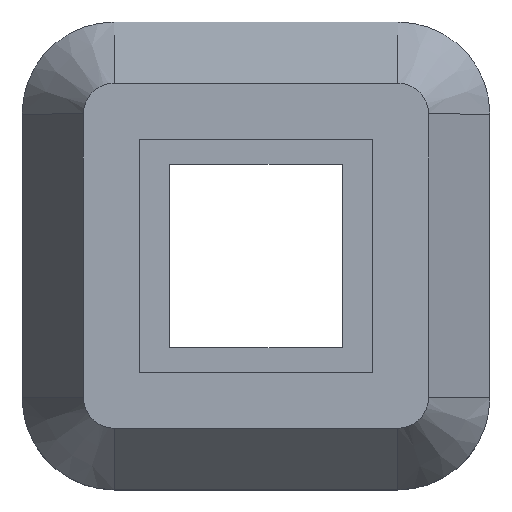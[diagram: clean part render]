
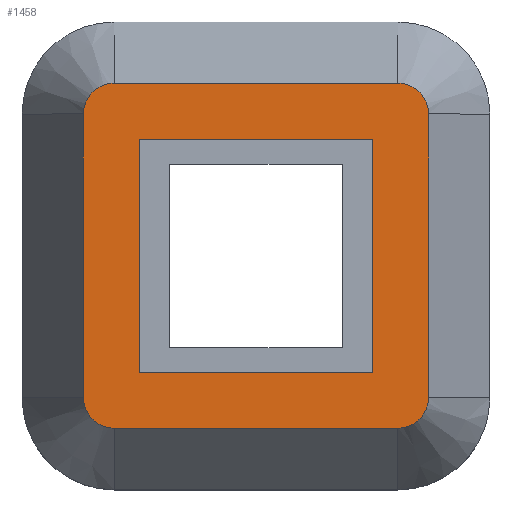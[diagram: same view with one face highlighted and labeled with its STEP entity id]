
A CAD part, top view. The second image highlights one B-rep face of the part: STEP entity #1458.
In plain terms, the highlighted planar face has unit normal (0, 0, 1).
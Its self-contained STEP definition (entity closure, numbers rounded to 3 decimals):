
#15=FACE_BOUND('',#232,.T.);
#59=PLANE('',#1586);
#145=FACE_OUTER_BOUND('',#231,.T.);
#231=EDGE_LOOP('',(#1200,#1201,#1202,#1203,#1204,#1205,#1206,#1207));
#232=EDGE_LOOP('',(#1208,#1209,#1210,#1211));
#351=LINE('',#2332,#503);
#356=LINE('',#2350,#508);
#360=LINE('',#2358,#512);
#364=LINE('',#2373,#516);
#373=LINE('',#2396,#525);
#374=LINE('',#2398,#526);
#375=LINE('',#2400,#527);
#376=LINE('',#2401,#528);
#503=VECTOR('',#1852,10.);
#508=VECTOR('',#1871,10.);
#512=VECTOR('',#1877,10.);
#516=VECTOR('',#1895,10.);
#525=VECTOR('',#1918,10.);
#526=VECTOR('',#1919,10.);
#527=VECTOR('',#1920,10.);
#528=VECTOR('',#1921,10.);
#606=CIRCLE('',#1566,2.5);
#608=CIRCLE('',#1569,2.5);
#610=CIRCLE('',#1574,2.5);
#612=CIRCLE('',#1577,2.5);
#702=VERTEX_POINT('',#2329);
#703=VERTEX_POINT('',#2331);
#705=VERTEX_POINT('',#2337);
#708=VERTEX_POINT('',#2344);
#709=VERTEX_POINT('',#2349);
#712=VERTEX_POINT('',#2356);
#713=VERTEX_POINT('',#2361);
#716=VERTEX_POINT('',#2368);
#722=VERTEX_POINT('',#2394);
#723=VERTEX_POINT('',#2395);
#724=VERTEX_POINT('',#2397);
#725=VERTEX_POINT('',#2399);
#870=EDGE_CURVE('',#702,#703,#351,.T.);
#873=EDGE_CURVE('',#703,#705,#606,.T.);
#877=EDGE_CURVE('',#708,#702,#608,.T.);
#879=EDGE_CURVE('',#705,#709,#356,.T.);
#883=EDGE_CURVE('',#712,#708,#360,.T.);
#885=EDGE_CURVE('',#709,#713,#610,.T.);
#889=EDGE_CURVE('',#716,#712,#612,.T.);
#891=EDGE_CURVE('',#713,#716,#364,.T.);
#902=EDGE_CURVE('',#722,#723,#373,.T.);
#903=EDGE_CURVE('',#723,#724,#374,.T.);
#904=EDGE_CURVE('',#724,#725,#375,.T.);
#905=EDGE_CURVE('',#725,#722,#376,.T.);
#1200=ORIENTED_EDGE('',*,*,#870,.F.);
#1201=ORIENTED_EDGE('',*,*,#877,.F.);
#1202=ORIENTED_EDGE('',*,*,#883,.F.);
#1203=ORIENTED_EDGE('',*,*,#889,.F.);
#1204=ORIENTED_EDGE('',*,*,#891,.F.);
#1205=ORIENTED_EDGE('',*,*,#885,.F.);
#1206=ORIENTED_EDGE('',*,*,#879,.F.);
#1207=ORIENTED_EDGE('',*,*,#873,.F.);
#1208=ORIENTED_EDGE('',*,*,#902,.T.);
#1209=ORIENTED_EDGE('',*,*,#903,.T.);
#1210=ORIENTED_EDGE('',*,*,#904,.T.);
#1211=ORIENTED_EDGE('',*,*,#905,.T.);
#1458=ADVANCED_FACE('',(#145,#15),#59,.T.);
#1566=AXIS2_PLACEMENT_3D('',#2338,#1857,#1858);
#1569=AXIS2_PLACEMENT_3D('',#2346,#1865,#1866);
#1574=AXIS2_PLACEMENT_3D('',#2362,#1881,#1882);
#1577=AXIS2_PLACEMENT_3D('',#2370,#1889,#1890);
#1586=AXIS2_PLACEMENT_3D('',#2393,#1916,#1917);
#1852=DIRECTION('',(-1.,0.,0.));
#1857=DIRECTION('center_axis',(0.,0.,-1.));
#1858=DIRECTION('ref_axis',(-0.707,-0.707,0.));
#1865=DIRECTION('center_axis',(0.,0.,-1.));
#1866=DIRECTION('ref_axis',(0.707,-0.707,0.));
#1871=DIRECTION('',(0.,1.,0.));
#1877=DIRECTION('',(0.,-1.,0.));
#1881=DIRECTION('center_axis',(0.,0.,-1.));
#1882=DIRECTION('ref_axis',(-0.707,0.707,0.));
#1889=DIRECTION('center_axis',(0.,0.,-1.));
#1890=DIRECTION('ref_axis',(0.707,0.707,0.));
#1895=DIRECTION('',(1.,0.,0.));
#1916=DIRECTION('center_axis',(0.,0.,1.));
#1917=DIRECTION('ref_axis',(-1.,0.,0.));
#1918=DIRECTION('',(0.,1.,0.));
#1919=DIRECTION('',(1.,0.,0.));
#1920=DIRECTION('',(0.,-1.,0.));
#1921=DIRECTION('',(-1.,0.,0.));
#2329=CARTESIAN_POINT('',(11.55,-14.05,5.8));
#2331=CARTESIAN_POINT('',(-11.55,-14.05,5.8));
#2332=CARTESIAN_POINT('',(9.525,-14.05,5.8));
#2337=CARTESIAN_POINT('',(-14.05,-11.55,5.8));
#2338=CARTESIAN_POINT('Origin',(-11.55,-11.55,5.8));
#2344=CARTESIAN_POINT('',(14.05,-11.55,5.8));
#2346=CARTESIAN_POINT('Origin',(11.55,-11.55,5.8));
#2349=CARTESIAN_POINT('',(-14.05,11.55,5.8));
#2350=CARTESIAN_POINT('',(-14.05,-9.525,5.8));
#2356=CARTESIAN_POINT('',(14.05,11.55,5.8));
#2358=CARTESIAN_POINT('',(14.05,9.525,5.8));
#2361=CARTESIAN_POINT('',(-11.55,14.05,5.8));
#2362=CARTESIAN_POINT('Origin',(-11.55,11.55,5.8));
#2368=CARTESIAN_POINT('',(11.55,14.05,5.8));
#2370=CARTESIAN_POINT('Origin',(11.55,11.55,5.8));
#2373=CARTESIAN_POINT('',(-9.525,14.05,5.8));
#2393=CARTESIAN_POINT('Origin',(0.,0.,
5.8));
#2394=CARTESIAN_POINT('',(-9.5,-9.5,5.8));
#2395=CARTESIAN_POINT('',(-9.5,9.5,5.8));
#2396=CARTESIAN_POINT('',(-9.5,9.5,5.8));
#2397=CARTESIAN_POINT('',(9.5,9.5,5.8));
#2398=CARTESIAN_POINT('',(9.5,9.5,5.8));
#2399=CARTESIAN_POINT('',(9.5,-9.5,5.8));
#2400=CARTESIAN_POINT('',(9.5,-9.5,5.8));
#2401=CARTESIAN_POINT('',(-9.5,-9.5,5.8));
